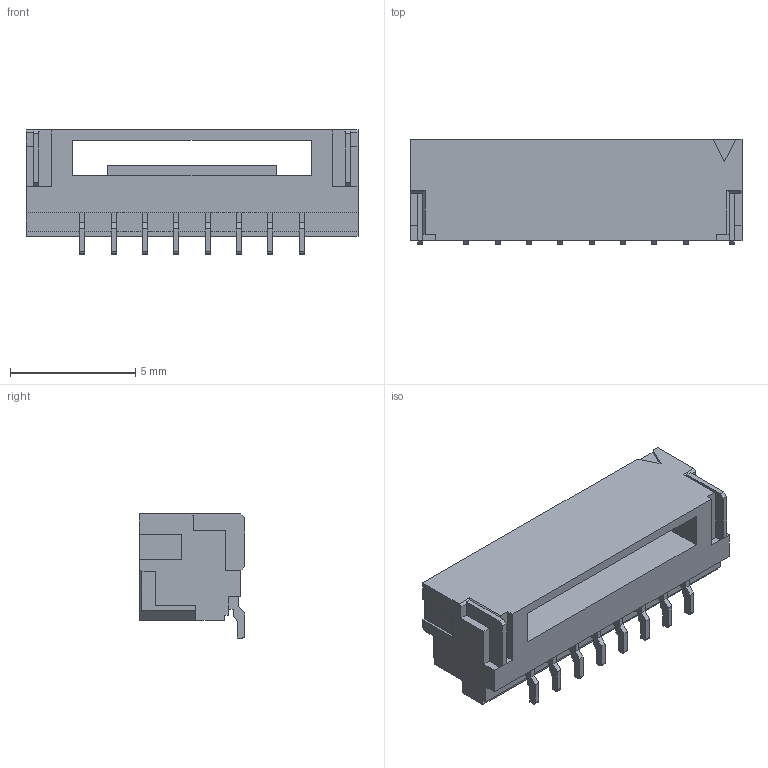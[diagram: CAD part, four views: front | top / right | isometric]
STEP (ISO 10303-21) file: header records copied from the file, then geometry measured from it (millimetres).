
FILE_DESCRIPTION (( 'STEP AP214' ), '1' );
FILE_NAME ('BM08BGHSTBT.STEP', '2023-11-17T08:54:45', ( '' ), ( '' ), 'SwSTEP 2.0', 'SolidWorks 2021', '' );
FILE_SCHEMA (( 'AUTOMOTIVE_DESIGN' ));
Length unit declared in the file: millimetre
Products named in the file (2): BMxxB-GHS-TBT_08; BM08BGHSTBT
Assembly tree (1 placements, depth 2):
  BM08BGHSTBT
    BMxxB-GHS-TBT_08
Bounding box: 13.25 x 4.2 x 4.95 mm (x, y, z)
Volume: 122 mm3; surface area: 476.6 mm2
Topology: 27 solids, 27 shells, 477 faces, 1251 edges, 830 vertices
Faces by surface type: plane 453, cylinder 24
Entity records: 14701 total; most frequent: CARTESIAN_POINT 2562, ORIENTED_EDGE 2502, DIRECTION 2261, EDGE_CURVE 1251, LINE 1203, VECTOR 1203, VERTEX_POINT 830, AXIS2_PLACEMENT_3D 529
